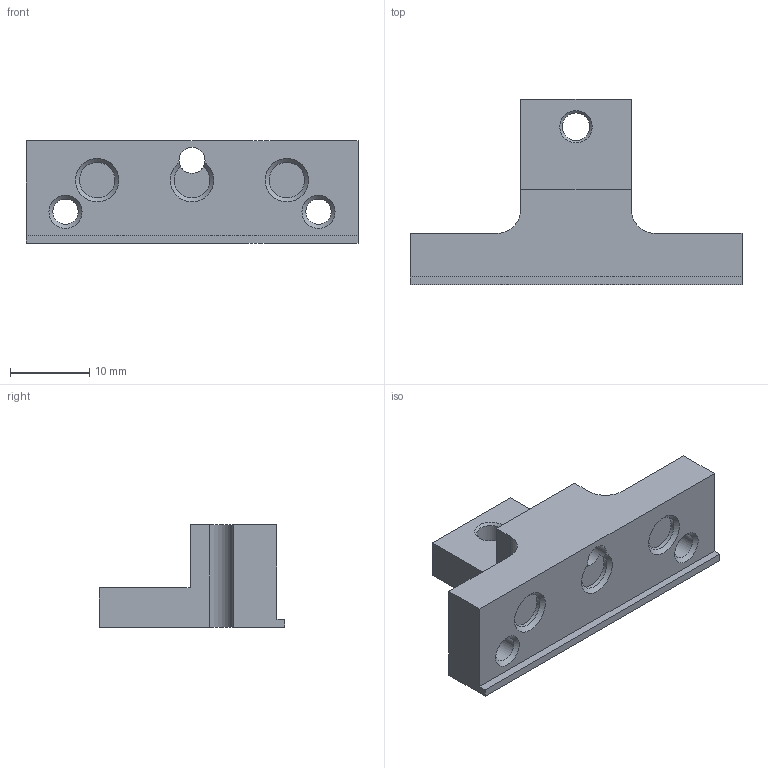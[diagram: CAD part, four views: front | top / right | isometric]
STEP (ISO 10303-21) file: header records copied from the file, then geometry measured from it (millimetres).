
FILE_DESCRIPTION(/* description */ (''),/* implementation_level */ '2;1');
FILE_NAME(/* name */ 'GETOUT_STAVE_115.stp',/* time_stamp */ '2018-09-17T15:58:34+02:00',/* author */ (''),/* organization */ (''),/* preprocessor_version */ 'ST-DEVELOPER v16.7',/* originating_system */ 'SIEMENS PLM Software NX 12.0',/* authorisation */ '');
FILE_SCHEMA (('AUTOMOTIVE_DESIGN { 1 0 10303 214 3 1 1 1 }'));
Length unit declared in the file: millimetre
Products named in the file (1): bez8324385A6v0q
Bounding box: 42 x 23.5 x 13 mm (x, y, z)
Volume: 4613.2 mm3; surface area: 2711.1 mm2
Topology: 1 solids, 1 shells, 36 faces, 92 edges, 60 vertices
Faces by surface type: plane 17, cone 10, cylinder 9
Full cylindrical faces by diameter (mm): 3.2 x2, 3.3 x1, 3.5 x1, 4.5 x2
Entity records: 1014 total; most frequent: DIRECTION 172, CARTESIAN_POINT 168, ORIENTED_EDGE 142, EDGE_CURVE 71, AXIS2_PLACEMENT_3D 66, EDGE_LOOP 61, VERTEX_POINT 54, FACE_BOUND 46
